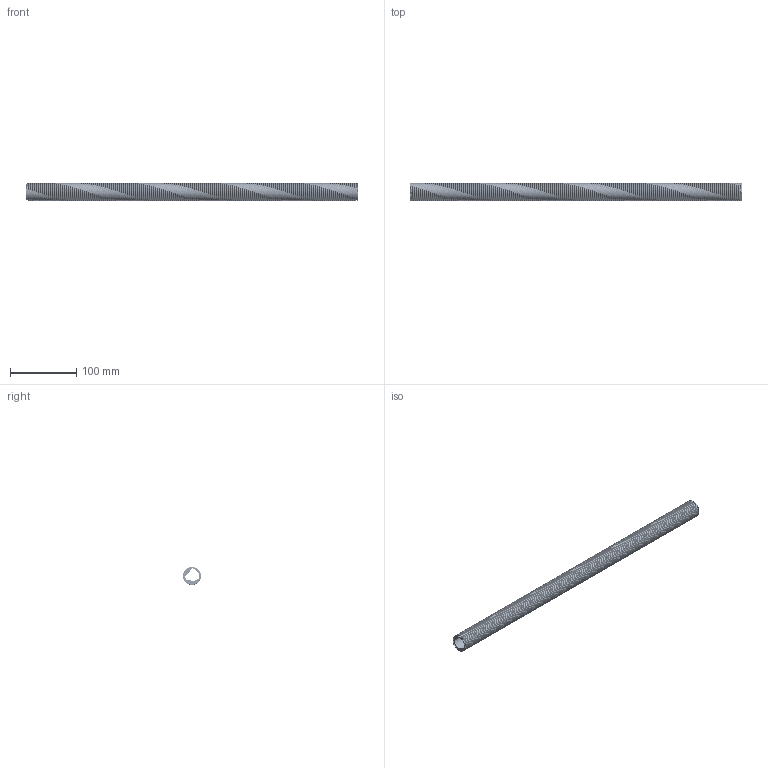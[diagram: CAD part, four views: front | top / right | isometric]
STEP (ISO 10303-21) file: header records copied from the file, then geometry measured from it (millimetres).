
FILE_DESCRIPTION (( 'STEP AP203' ), '1' );
FILE_NAME ('3D_R205_3-4x500_17186340.STEP', '2024-08-17T09:08:27', ( '' ), ( '' ), 'SwSTEP 2.0', 'SolidWorks 2024', '' );
FILE_SCHEMA (( 'CONFIG_CONTROL_DESIGN' ));
Products named in the file (1): 3D_R205_3-4x500_17186340
Bounding box: 500 x 26.85 x 26.9 mm (x, y, z)
Volume: 44550.8 mm3; surface area: 104919.6 mm2
Topology: 1 solids, 1 shells, 1011 faces, 3025 edges, 2016 vertices
Faces by surface type: cylinder 1001, cone 5, bspline 3, plane 2
Entity records: 87755 total; most frequent: CARTESIAN_POINT 66449, ORIENTED_EDGE 6050, DIRECTION 3041, EDGE_CURVE 3025, VERTEX_POINT 2016, AXIS2_PLACEMENT_3D 1019, EDGE_LOOP 1013, ADVANCED_FACE 1011
